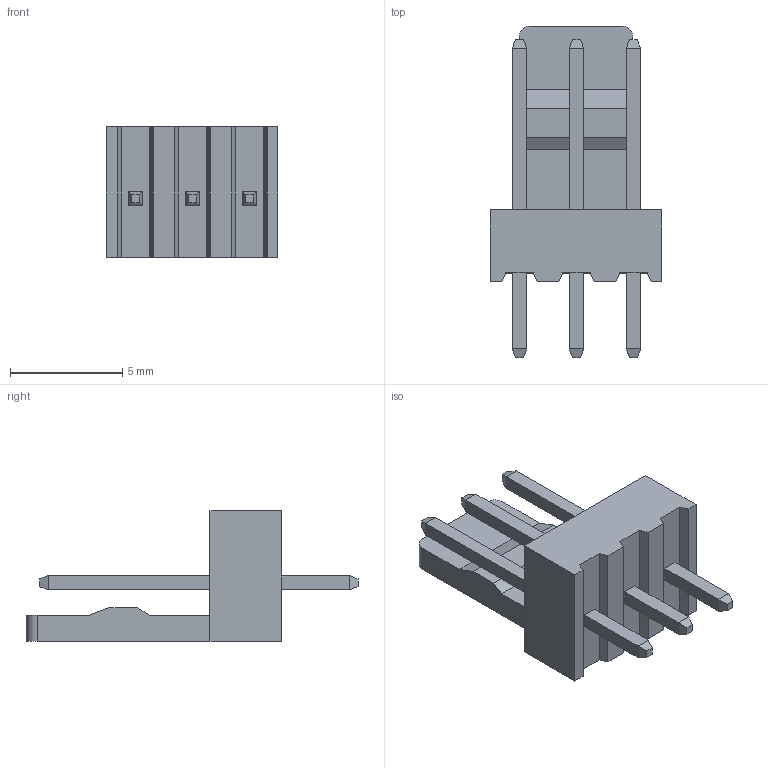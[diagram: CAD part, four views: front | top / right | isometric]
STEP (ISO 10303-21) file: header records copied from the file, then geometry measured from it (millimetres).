
FILE_DESCRIPTION (( 'STEP AP214' ), '1' );
FILE_NAME ('11633, SWR25X-NRTC-S03-ST-BA.STEP', '2012-09-24T08:21:09', ( '' ), ( '' ), 'SwSTEP 2.0', 'SolidWorks 2012', '' );
FILE_SCHEMA (( 'AUTOMOTIVE_DESIGN' ));
Length unit declared in the file: millimetre
Products named in the file (1): 11633, SWR25X-NRTC-S03-ST-BA
Bounding box: 7.66 x 14.8 x 5.8 mm (x, y, z)
Volume: 197.5 mm3; surface area: 368.7 mm2
Topology: 1 solids, 1 shells, 82 faces, 198 edges, 124 vertices
Faces by surface type: plane 80, cylinder 2
Entity records: 2348 total; most frequent: CARTESIAN_POINT 405, ORIENTED_EDGE 396, DIRECTION 368, EDGE_CURVE 198, VECTOR 194, LINE 194, VERTEX_POINT 124, EDGE_LOOP 88
